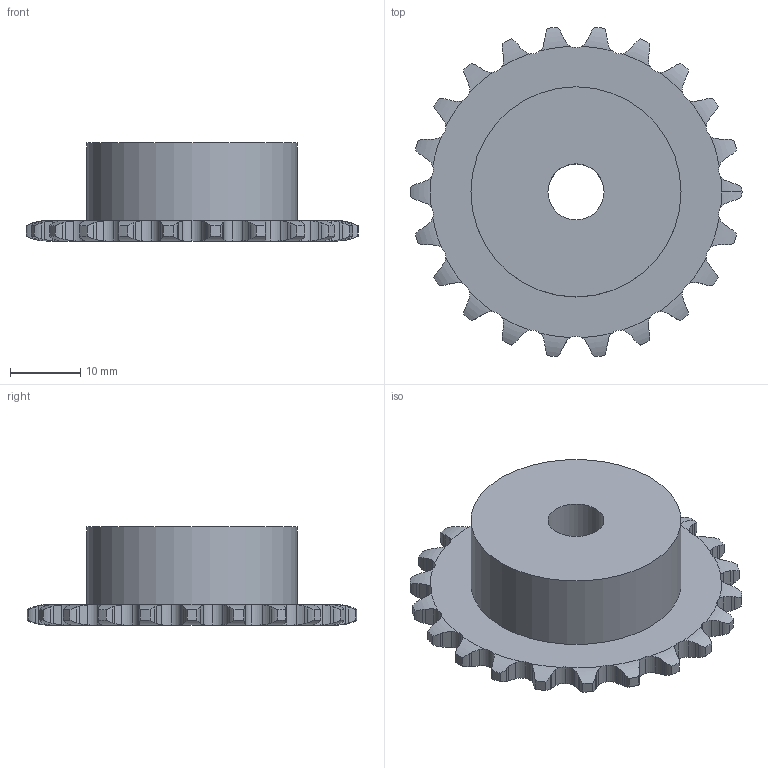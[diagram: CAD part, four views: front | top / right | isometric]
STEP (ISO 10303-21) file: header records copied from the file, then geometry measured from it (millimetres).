
FILE_DESCRIPTION(('FreeCAD Model'),'2;1');
FILE_NAME('Open CASCADE Shape Model','2021-04-01T21:13:54',('FreeCAD'),( 'FreeCAD'),'Open CASCADE STEP processor 7.4','FreeCAD','Unknown');
FILE_SCHEMA(('AUTOMOTIVE_DESIGN { 1 0 10303 214 1 1 1 1 }'));
Length unit declared in the file: millimetre
Products named in the file (1): Open CASCADE STEP translator 7.4 15
Bounding box: 47.4 x 47.1 x 14 mm (x, y, z)
Volume: 11511.4 mm3; surface area: 4880.2 mm2
Topology: 1 solids, 1 shells, 251 faces, 740 edges, 493 vertices
Faces by surface type: cylinder 157, plane 48, torus 46
Full cylindrical faces by diameter (mm): 8 x1, 30 x1
Entity records: 22378 total; most frequent: CARTESIAN_POINT 9853, DIRECTION 1720, ORIENTED_EDGE 1480, PCURVE 1480, DEFINITIONAL_REPRESENTATION 1480, B_SPLINE_CURVE_WITH_KNOTS 1056, LINE 837, VECTOR 837
